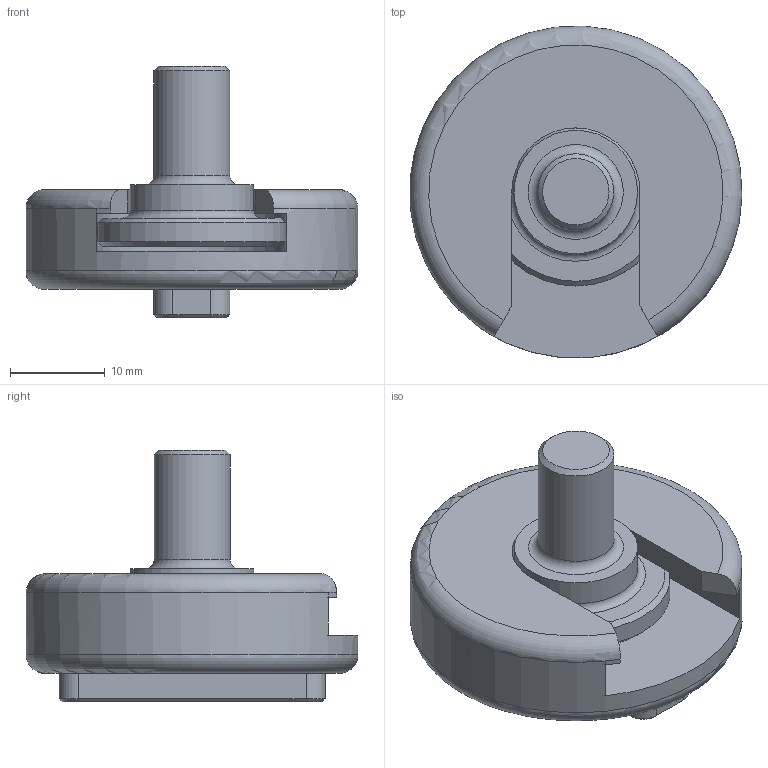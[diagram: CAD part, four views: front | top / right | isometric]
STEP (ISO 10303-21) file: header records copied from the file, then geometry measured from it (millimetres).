
FILE_DESCRIPTION((''),'2;1');
FILE_NAME('SZ0612S-A.stp','2013-08-26T11:36:32',('janine behrens'),(''),'Autodesk Inventor 2012','Autodesk Inventor 2012','');
FILE_SCHEMA(('AUTOMOTIVE_DESIGN { 1 0 10303 214 1 1 1 1 }'));
Length unit declared in the file: millimetre
Products named in the file (3): SZ0612S-A; ME0600014-A; ME1806003-A
Assembly tree (2 placements, depth 2):
  SZ0612S-A
    ME0600014-A
    ME1806003-A
Bounding box: 34.96 x 34.96 x 26.5 mm (x, y, z)
Volume: 9372.4 mm3; surface area: 5086.3 mm2
Topology: 2 solids, 2 shells, 61 faces, 140 edges, 86 vertices
Faces by surface type: plane 35, cylinder 13, cone 9, torus 4
Full cylindrical faces by diameter (mm): 5.5 x1, 6 x1, 8 x1, 13 x1, 19.8 x1, 35 x1
Entity records: 1679 total; most frequent: DIRECTION 292, CARTESIAN_POINT 284, ORIENTED_EDGE 240, EDGE_CURVE 120, AXIS2_PLACEMENT_3D 109, VERTEX_POINT 81, EDGE_LOOP 79, VECTOR 74
